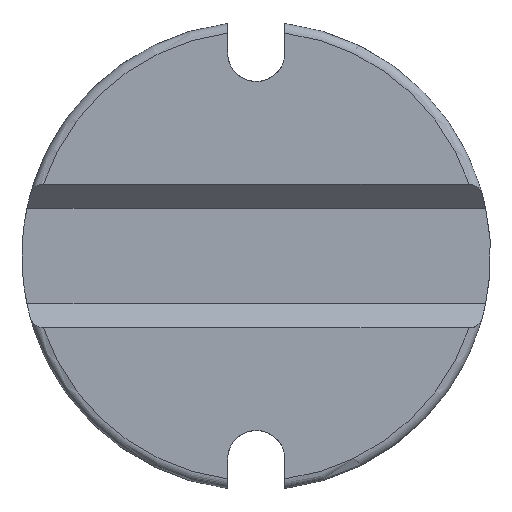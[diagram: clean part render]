
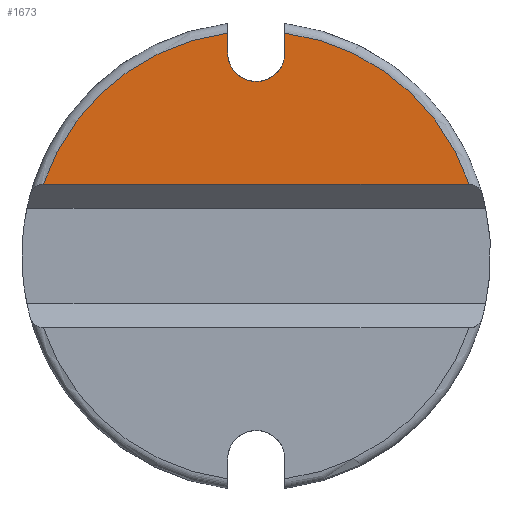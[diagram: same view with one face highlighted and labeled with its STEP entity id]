
A CAD part, front view. The second image highlights one B-rep face of the part: STEP entity #1673.
In plain terms, the highlighted planar face has unit normal (0, -1, 0).
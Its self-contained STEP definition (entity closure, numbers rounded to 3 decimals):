
#15 = CIRCLE ( 'NONE', #1387, 0.6 ) ;
#52 = DIRECTION ( 'NONE',  ( 0., 1., 0. ) ) ;
#77 = CARTESIAN_POINT ( 'NONE',  ( -0.6, 0., 4.662 ) ) ;
#79 = PLANE ( 'NONE',  #1773 ) ;
#101 = VECTOR ( 'NONE', #1708, 1000. ) ;
#108 = EDGE_CURVE ( 'NONE', #663, #1545, #1755, .T. ) ;
#113 = DIRECTION ( 'NONE',  ( 0., -1., 0. ) ) ;
#120 = EDGE_CURVE ( 'NONE', #732, #2114, #1364, .T. ) ;
#134 = EDGE_CURVE ( 'NONE', #732, #2106, #2221, .T. ) ;
#228 = CARTESIAN_POINT ( 'NONE',  ( 0.6, 0., 4.662 ) ) ;
#461 = ORIENTED_EDGE ( 'NONE', *, *, #2203, .F. ) ;
#466 = CARTESIAN_POINT ( 'NONE',  ( 0.6, 0., 4.25 ) ) ;
#616 = FACE_OUTER_BOUND ( 'NONE', #805, .T. ) ;
#625 = CARTESIAN_POINT ( 'NONE',  ( 4.454, 0., 1.5 ) ) ;
#663 = VERTEX_POINT ( 'NONE', #1513 ) ;
#732 = VERTEX_POINT ( 'NONE', #228 ) ;
#746 = EDGE_CURVE ( 'NONE', #2106, #1251, #15, .T. ) ;
#769 = CARTESIAN_POINT ( 'NONE',  ( 0., 0., 0. ) ) ;
#805 = EDGE_LOOP ( 'NONE', ( #461, #1925, #1334, #833, #1732, #2133 ) ) ;
#833 = ORIENTED_EDGE ( 'NONE', *, *, #746, .T. ) ;
#874 = CARTESIAN_POINT ( 'NONE',  ( -0.6, 0., 4.25 ) ) ;
#965 = DIRECTION ( 'NONE',  ( 0., 1., 0. ) ) ;
#1009 = AXIS2_PLACEMENT_3D ( 'NONE', #1452, #965, #1662 ) ;
#1013 = CARTESIAN_POINT ( 'NONE',  ( 0., 0., 1.5 ) ) ;
#1030 = LINE ( 'NONE', #1013, #101 ) ;
#1251 = VERTEX_POINT ( 'NONE', #874 ) ;
#1269 = EDGE_CURVE ( 'NONE', #1251, #1545, #2276, .T. ) ;
#1292 = DIRECTION ( 'NONE',  ( 1., 0., 0. ) ) ;
#1334 = ORIENTED_EDGE ( 'NONE', *, *, #134, .T. ) ;
#1343 = CARTESIAN_POINT ( 'NONE',  ( 0., 0., 0. ) ) ;
#1353 = DIRECTION ( 'NONE',  ( 0., 1., 0. ) ) ;
#1364 = CIRCLE ( 'NONE', #1009, 4.7 ) ;
#1387 = AXIS2_PLACEMENT_3D ( 'NONE', #1520, #1353, #2242 ) ;
#1452 = CARTESIAN_POINT ( 'NONE',  ( 0., 0., 0. ) ) ;
#1513 = CARTESIAN_POINT ( 'NONE',  ( -4.454, 0., 1.5 ) ) ;
#1520 = CARTESIAN_POINT ( 'NONE',  ( 0., 0., 4.25 ) ) ;
#1545 = VERTEX_POINT ( 'NONE', #77 ) ;
#1571 = CARTESIAN_POINT ( 'NONE',  ( -0.6, 0., 6. ) ) ;
#1662 = DIRECTION ( 'NONE',  ( -1., 0., 0. ) ) ;
#1673 = ADVANCED_FACE ( 'NONE', ( #616 ), #79, .T. ) ;
#1708 = DIRECTION ( 'NONE',  ( -1., 0., 0. ) ) ;
#1725 = VECTOR ( 'NONE', #2162, 1000. ) ;
#1732 = ORIENTED_EDGE ( 'NONE', *, *, #1269, .T. ) ;
#1755 = CIRCLE ( 'NONE', #2117, 4.7 ) ;
#1773 = AXIS2_PLACEMENT_3D ( 'NONE', #1343, #113, #1292 ) ;
#1925 = ORIENTED_EDGE ( 'NONE', *, *, #120, .F. ) ;
#1970 = VECTOR ( 'NONE', #1975, 1000. ) ;
#1975 = DIRECTION ( 'NONE',  ( 0., 0., 1. ) ) ;
#2106 = VERTEX_POINT ( 'NONE', #466 ) ;
#2114 = VERTEX_POINT ( 'NONE', #625 ) ;
#2117 = AXIS2_PLACEMENT_3D ( 'NONE', #769, #52, #2143 ) ;
#2133 = ORIENTED_EDGE ( 'NONE', *, *, #108, .F. ) ;
#2143 = DIRECTION ( 'NONE',  ( -1., 0., 0. ) ) ;
#2162 = DIRECTION ( 'NONE',  ( 0., 0., -1. ) ) ;
#2172 = CARTESIAN_POINT ( 'NONE',  ( 0.6, 0., 6. ) ) ;
#2203 = EDGE_CURVE ( 'NONE', #2114, #663, #1030, .T. ) ;
#2221 = LINE ( 'NONE', #2172, #1725 ) ;
#2242 = DIRECTION ( 'NONE',  ( 1., 0., 0. ) ) ;
#2276 = LINE ( 'NONE', #1571, #1970 ) ;
